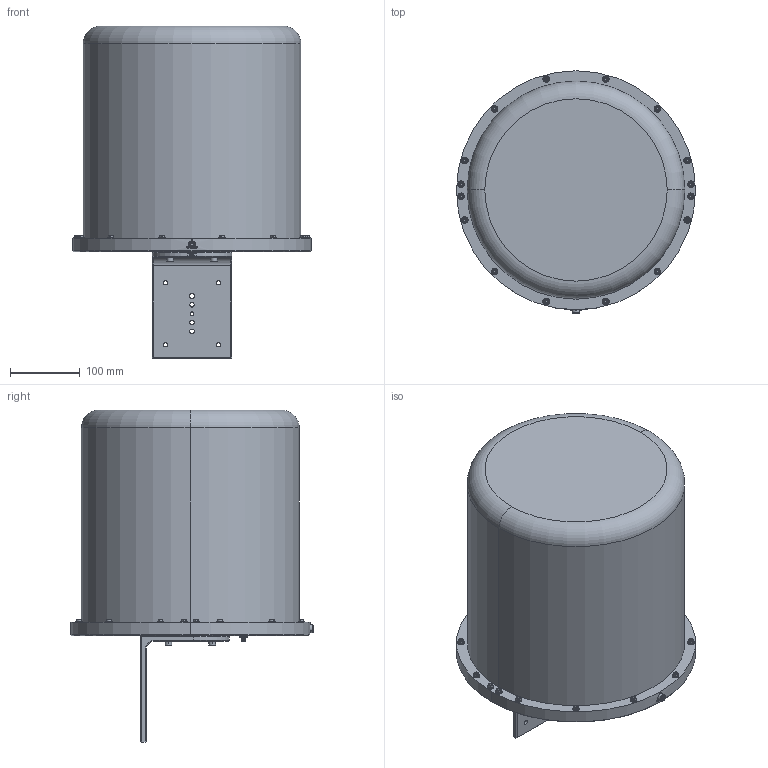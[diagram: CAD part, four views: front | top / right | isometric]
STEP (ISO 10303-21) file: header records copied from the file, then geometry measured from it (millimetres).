
FILE_DESCRIPTION (( 'STEP AP203' ), '1' );
FILE_NAME ('AV-C12-DR-WR.STEP', '2024-07-22T23:57:23', ( '' ), ( '' ), 'SwSTEP 2.0', 'SolidWorks 2021', '' );
FILE_SCHEMA (( 'CONFIG_CONTROL_DESIGN' ));
Length unit declared in the file: inch
Products named in the file (1): AV-C12-DR-WR
Bounding box: 342.9 x 347.78 x 476.25 mm (x, y, z)
Volume: 25225138.2 mm3; surface area: 565671 mm2
Topology: 6 solids, 25 shells, 1158 faces, 2598 edges, 1572 vertices
Faces by surface type: cylinder 451, cone 301, plane 289, torus 72, bspline 45
Entity records: 57972 total; most frequent: CARTESIAN_POINT 33504, ORIENTED_EDGE 5192, DIRECTION 5002, EDGE_CURVE 2596, AXIS2_PLACEMENT_3D 2056, VERTEX_POINT 1572, EDGE_LOOP 1326, ADVANCED_FACE 1158
